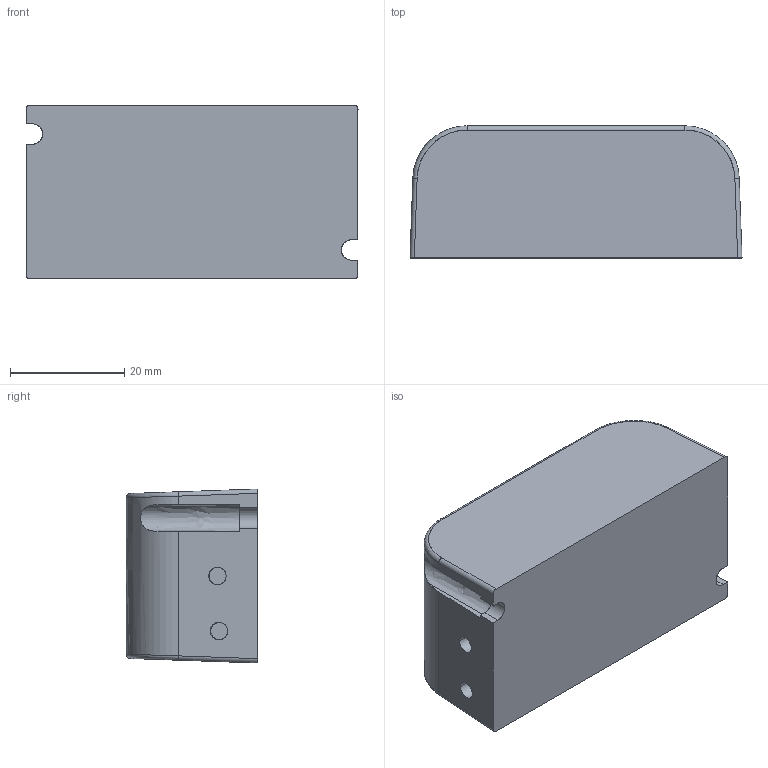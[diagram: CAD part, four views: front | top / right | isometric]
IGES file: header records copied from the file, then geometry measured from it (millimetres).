
Start section: SolidWorks IGES file using analytic representation for surfaces
Global section: file name: AC15CD250AT2Q.IGS; native system: SolidWorks 2016; preprocessor: SolidWorks 2016; author: USER; date: 171031.203025; units: inch
Bounding box: 58.17 x 23.11 x 30.48 mm (x, y, z)
Surface area: 7397.1 mm2 (no closed solid volume)
Topology: 0 solids, 0 shells, 214 faces, 3649 edges, 4217 vertices
Faces by surface type: bspline 192, revolution 22
